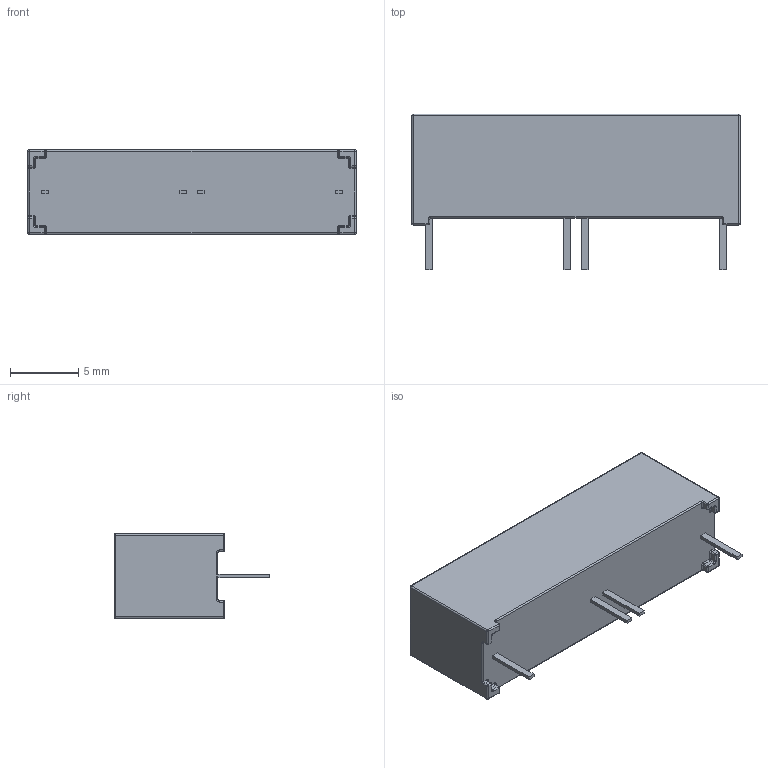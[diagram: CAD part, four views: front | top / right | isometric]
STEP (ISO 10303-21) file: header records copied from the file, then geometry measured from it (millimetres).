
FILE_DESCRIPTION (( 'STEP AP203' ), '1' );
FILE_NAME ('104-1-A-X-5X.STEP', '2024-01-29T14:29:17', ( '' ), ( '' ), 'SwSTEP 2.0', 'SolidWorks 2023', '' );
FILE_SCHEMA (( 'CONFIG_CONTROL_DESIGN' ));
Length unit declared in the file: millimetre
Products named in the file (1): 104-1-A-X-5X
Bounding box: 24.1 x 11.43 x 6.22 mm (x, y, z)
Volume: 1146.4 mm3; surface area: 787.9 mm2
Topology: 1 solids, 1 shells, 791 faces, 2049 edges, 1306 vertices
Faces by surface type: plane 447, bspline 224, cylinder 72, sphere 28, torus 20
Entity records: 35772 total; most frequent: CARTESIAN_POINT 17975, ORIENTED_EDGE 4042, DIRECTION 2873, EDGE_CURVE 2021, LINE 1409, VECTOR 1409, VERTEX_POINT 1306, EDGE_LOOP 865
